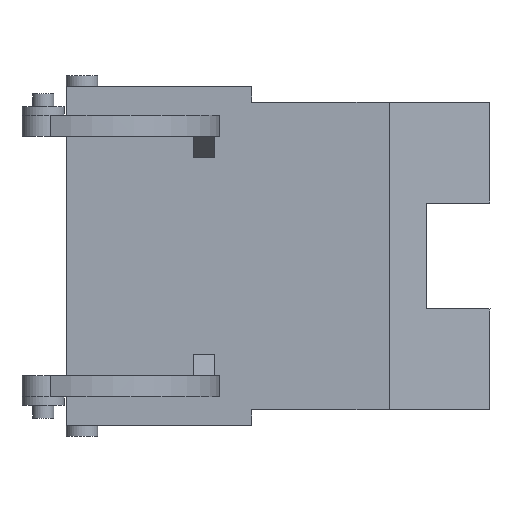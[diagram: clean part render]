
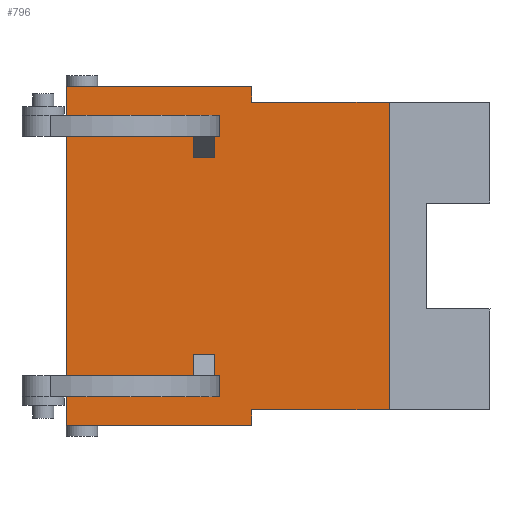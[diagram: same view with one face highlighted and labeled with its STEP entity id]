
A CAD part, front view. The second image highlights one B-rep face of the part: STEP entity #796.
In plain terms, the highlighted planar face has unit normal (0, -1, 0).
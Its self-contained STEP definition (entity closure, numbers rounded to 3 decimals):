
#19=FACE_BOUND('',#155,.T.);
#20=FACE_BOUND('',#156,.T.);
#21=FACE_BOUND('',#157,.T.);
#22=FACE_BOUND('',#158,.T.);
#54=PLANE('',#890);
#102=FACE_OUTER_BOUND('',#154,.T.);
#154=EDGE_LOOP('',(#703,#704,#705,#706,#707,#708,#709,#710));
#155=EDGE_LOOP('',(#711,#712,#713,#714));
#156=EDGE_LOOP('',(#715,#716,#717,#718));
#157=EDGE_LOOP('',(#719,#720,#721,#722));
#158=EDGE_LOOP('',(#723,#724,#725,#726));
#166=LINE('',#1153,#242);
#171=LINE('',#1162,#247);
#172=LINE('',#1164,#248);
#173=LINE('',#1166,#249);
#178=LINE('',#1219,#254);
#179=LINE('',#1223,#255);
#181=LINE('',#1229,#257);
#183=LINE('',#1236,#259);
#184=LINE('',#1240,#260);
#185=LINE('',#1248,#261);
#187=LINE('',#1253,#263);
#189=LINE('',#1258,#265);
#193=LINE('',#1268,#269);
#211=LINE('',#1302,#287);
#218=LINE('',#1317,#294);
#220=LINE('',#1321,#296);
#222=LINE('',#1325,#298);
#224=LINE('',#1329,#300);
#226=LINE('',#1333,#302);
#228=LINE('',#1336,#304);
#230=LINE('',#1343,#306);
#231=LINE('',#1345,#307);
#232=LINE('',#1347,#308);
#233=LINE('',#1348,#309);
#242=VECTOR('',#918,10.);
#247=VECTOR('',#925,10.);
#248=VECTOR('',#928,10.);
#249=VECTOR('',#931,10.);
#254=VECTOR('',#996,10.);
#255=VECTOR('',#1001,10.);
#257=VECTOR('',#1007,10.);
#259=VECTOR('',#1017,10.);
#260=VECTOR('',#1020,10.);
#261=VECTOR('',#1029,10.);
#263=VECTOR('',#1035,10.);
#265=VECTOR('',#1043,10.);
#269=VECTOR('',#1049,10.);
#287=VECTOR('',#1075,10.);
#294=VECTOR('',#1088,10.);
#296=VECTOR('',#1092,10.);
#298=VECTOR('',#1096,10.);
#300=VECTOR('',#1100,10.);
#302=VECTOR('',#1104,10.);
#304=VECTOR('',#1108,10.);
#306=VECTOR('',#1116,10.);
#307=VECTOR('',#1117,10.);
#308=VECTOR('',#1118,10.);
#309=VECTOR('',#1119,10.);
#351=VERTEX_POINT('',#1149);
#353=VERTEX_POINT('',#1152);
#355=VERTEX_POINT('',#1158);
#356=VERTEX_POINT('',#1160);
#373=VERTEX_POINT('',#1216);
#374=VERTEX_POINT('',#1218);
#375=VERTEX_POINT('',#1222);
#377=VERTEX_POINT('',#1228);
#379=VERTEX_POINT('',#1238);
#380=VERTEX_POINT('',#1239);
#383=VERTEX_POINT('',#1247);
#384=VERTEX_POINT('',#1252);
#388=VERTEX_POINT('',#1265);
#389=VERTEX_POINT('',#1267);
#401=VERTEX_POINT('',#1300);
#406=VERTEX_POINT('',#1316);
#407=VERTEX_POINT('',#1320);
#408=VERTEX_POINT('',#1324);
#409=VERTEX_POINT('',#1328);
#410=VERTEX_POINT('',#1332);
#411=VERTEX_POINT('',#1341);
#412=VERTEX_POINT('',#1342);
#413=VERTEX_POINT('',#1344);
#414=VERTEX_POINT('',#1346);
#424=EDGE_CURVE('',#353,#351,#166,.T.);
#429=EDGE_CURVE('',#355,#356,#171,.T.);
#430=EDGE_CURVE('',#356,#353,#172,.T.);
#431=EDGE_CURVE('',#351,#355,#173,.T.);
#455=EDGE_CURVE('',#374,#373,#178,.T.);
#457=EDGE_CURVE('',#375,#374,#179,.T.);
#460=EDGE_CURVE('',#373,#377,#181,.T.);
#464=EDGE_CURVE('',#377,#375,#183,.T.);
#465=EDGE_CURVE('',#379,#380,#184,.T.);
#469=EDGE_CURVE('',#383,#379,#185,.T.);
#472=EDGE_CURVE('',#380,#384,#187,.T.);
#475=EDGE_CURVE('',#384,#383,#189,.T.);
#479=EDGE_CURVE('',#389,#388,#193,.T.);
#497=EDGE_CURVE('',#401,#388,#211,.T.);
#504=EDGE_CURVE('',#401,#406,#218,.T.);
#506=EDGE_CURVE('',#406,#407,#220,.T.);
#508=EDGE_CURVE('',#407,#408,#222,.T.);
#510=EDGE_CURVE('',#408,#409,#224,.T.);
#512=EDGE_CURVE('',#409,#410,#226,.T.);
#514=EDGE_CURVE('',#389,#410,#228,.T.);
#516=EDGE_CURVE('',#411,#412,#230,.T.);
#517=EDGE_CURVE('',#413,#411,#231,.T.);
#518=EDGE_CURVE('',#414,#413,#232,.T.);
#519=EDGE_CURVE('',#412,#414,#233,.T.);
#703=ORIENTED_EDGE('',*,*,#479,.T.);
#704=ORIENTED_EDGE('',*,*,#497,.F.);
#705=ORIENTED_EDGE('',*,*,#504,.T.);
#706=ORIENTED_EDGE('',*,*,#506,.T.);
#707=ORIENTED_EDGE('',*,*,#508,.T.);
#708=ORIENTED_EDGE('',*,*,#510,.T.);
#709=ORIENTED_EDGE('',*,*,#512,.T.);
#710=ORIENTED_EDGE('',*,*,#514,.F.);
#711=ORIENTED_EDGE('',*,*,#516,.F.);
#712=ORIENTED_EDGE('',*,*,#517,.F.);
#713=ORIENTED_EDGE('',*,*,#518,.F.);
#714=ORIENTED_EDGE('',*,*,#519,.F.);
#715=ORIENTED_EDGE('',*,*,#429,.T.);
#716=ORIENTED_EDGE('',*,*,#430,.T.);
#717=ORIENTED_EDGE('',*,*,#424,.T.);
#718=ORIENTED_EDGE('',*,*,#431,.T.);
#719=ORIENTED_EDGE('',*,*,#457,.T.);
#720=ORIENTED_EDGE('',*,*,#455,.T.);
#721=ORIENTED_EDGE('',*,*,#460,.T.);
#722=ORIENTED_EDGE('',*,*,#464,.T.);
#723=ORIENTED_EDGE('',*,*,#469,.T.);
#724=ORIENTED_EDGE('',*,*,#465,.T.);
#725=ORIENTED_EDGE('',*,*,#472,.T.);
#726=ORIENTED_EDGE('',*,*,#475,.T.);
#796=ADVANCED_FACE('',(#102,#19,#20,#21,#22),#54,.F.);
#890=AXIS2_PLACEMENT_3D('',#1340,#1114,#1115);
#918=DIRECTION('',(-1.,0.,0.));
#925=DIRECTION('',(1.,0.,0.));
#928=DIRECTION('',(0.,0.,-1.));
#931=DIRECTION('',(0.,0.,1.));
#996=DIRECTION('',(-1.,0.,0.));
#1001=DIRECTION('',(0.,0.,-1.));
#1007=DIRECTION('',(0.,0.,1.));
#1017=DIRECTION('',(1.,0.,0.));
#1020=DIRECTION('',(-1.,0.,0.));
#1029=DIRECTION('',(0.,0.,-1.));
#1035=DIRECTION('',(0.,0.,1.));
#1043=DIRECTION('',(1.,0.,0.));
#1049=DIRECTION('',(0.,0.,1.));
#1075=DIRECTION('',(1.,0.,0.));
#1088=DIRECTION('',(0.,0.,1.));
#1092=DIRECTION('',(-1.,0.,0.));
#1096=DIRECTION('',(0.,0.,-1.));
#1100=DIRECTION('',(1.,0.,0.));
#1104=DIRECTION('',(0.,0.,1.));
#1108=DIRECTION('',(-1.,0.,0.));
#1114=DIRECTION('center_axis',(0.,1.,0.));
#1115=DIRECTION('ref_axis',(1.,0.,0.));
#1116=DIRECTION('',(-1.,0.,0.));
#1117=DIRECTION('',(0.,0.,1.));
#1118=DIRECTION('',(1.,0.,0.));
#1119=DIRECTION('',(0.,0.,-1.));
#1149=CARTESIAN_POINT('',(12.,0.,-5.203));
#1152=CARTESIAN_POINT('',(14.,0.,-5.203));
#1153=CARTESIAN_POINT('',(16.,0.,-5.203));
#1158=CARTESIAN_POINT('',(12.,0.,-3.203));
#1160=CARTESIAN_POINT('',(14.,0.,-3.203));
#1162=CARTESIAN_POINT('',(16.,0.,-3.203));
#1164=CARTESIAN_POINT('',(14.,0.,-9.352));
#1166=CARTESIAN_POINT('',(12.,0.,-9.352));
#1216=CARTESIAN_POINT('',(11.406,0.,-27.8));
#1218=CARTESIAN_POINT('',(14.429,0.,-27.8));
#1219=CARTESIAN_POINT('',(12.587,0.,-27.8));
#1222=CARTESIAN_POINT('',(14.429,0.,-25.8));
#1223=CARTESIAN_POINT('',(14.429,0.,-25.8));
#1228=CARTESIAN_POINT('',(11.406,0.,-25.8));
#1229=CARTESIAN_POINT('',(11.406,0.,-25.8));
#1236=CARTESIAN_POINT('',(12.587,0.,-25.8));
#1238=CARTESIAN_POINT('',(14.429,0.,-3.2));
#1239=CARTESIAN_POINT('',(11.406,0.,-3.2));
#1240=CARTESIAN_POINT('',(12.587,0.,-3.2));
#1247=CARTESIAN_POINT('',(14.429,0.,-1.2));
#1248=CARTESIAN_POINT('',(14.429,0.,-3.2));
#1252=CARTESIAN_POINT('',(11.406,0.,-1.2));
#1253=CARTESIAN_POINT('',(11.406,0.,-3.2));
#1258=CARTESIAN_POINT('',(12.587,0.,-1.2));
#1265=CARTESIAN_POINT('',(30.484,0.,0.));
#1267=CARTESIAN_POINT('',(30.484,0.,-29.));
#1268=CARTESIAN_POINT('',(30.484,0.,-7.25));
#1300=CARTESIAN_POINT('',(17.5,0.,0.));
#1302=CARTESIAN_POINT('',(17.5,0.,0.));
#1316=CARTESIAN_POINT('',(17.5,0.,1.5));
#1317=CARTESIAN_POINT('',(17.5,0.,0.));
#1320=CARTESIAN_POINT('',(0.,0.,1.5));
#1321=CARTESIAN_POINT('',(17.5,0.,1.5));
#1324=CARTESIAN_POINT('',(0.,0.,-30.5));
#1325=CARTESIAN_POINT('',(0.,0.,1.5));
#1328=CARTESIAN_POINT('',(17.5,0.,-30.5));
#1329=CARTESIAN_POINT('',(0.,0.,-30.5));
#1332=CARTESIAN_POINT('',(17.5,0.,-29.));
#1333=CARTESIAN_POINT('',(17.5,0.,-30.5));
#1336=CARTESIAN_POINT('',(40.,0.,-29.));
#1340=CARTESIAN_POINT('Origin',(20.,0.,-14.5));
#1341=CARTESIAN_POINT('',(14.,0.,-23.797));
#1342=CARTESIAN_POINT('',(12.,0.,-23.797));
#1343=CARTESIAN_POINT('',(16.,0.,-23.797));
#1344=CARTESIAN_POINT('',(14.,0.,-25.797));
#1345=CARTESIAN_POINT('',(14.,0.,-19.648));
#1346=CARTESIAN_POINT('',(12.,0.,-25.797));
#1347=CARTESIAN_POINT('',(16.,0.,-25.797));
#1348=CARTESIAN_POINT('',(12.,0.,-19.648));
